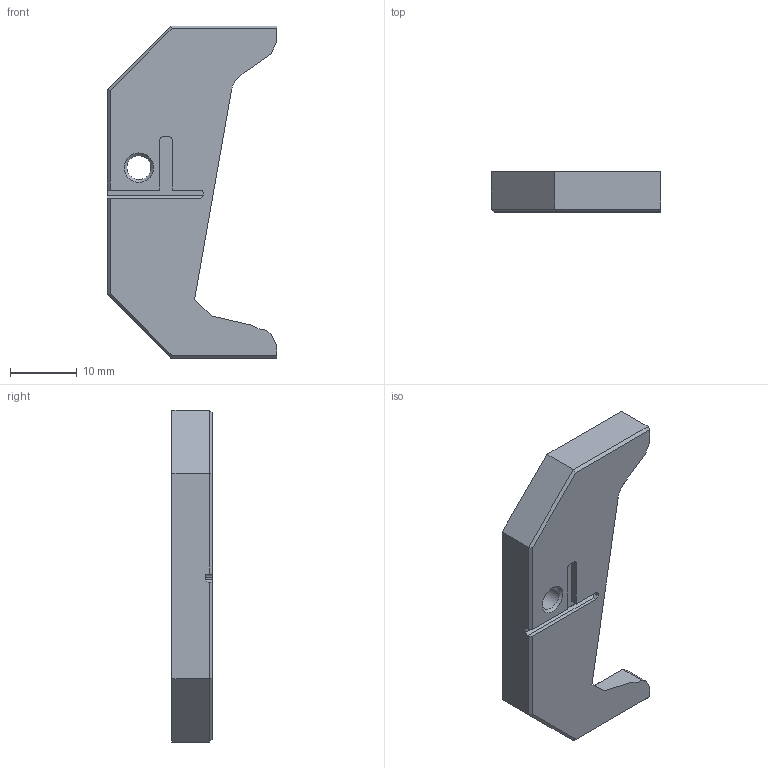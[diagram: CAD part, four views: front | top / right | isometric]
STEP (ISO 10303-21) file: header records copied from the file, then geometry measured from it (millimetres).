
FILE_DESCRIPTION(/* description */ ('','CAx-IF Rec.Pracs.---Representation and Presentation of Product Manufacturing Information (PMI)---4.0---2014-10-13'),/* implementation_level */ '2;1');
FILE_NAME(/* name */ 'Shaker.step',/* time_stamp */ '2025-02-25T22:24:49Z',/* author */ (''),/* organization */ (''),/* preprocessor_version */ 'ST-DEVELOPER v20',/* originating_system */ 'Autodesk Translation Framework v13.20.0.188',/* authorisation */ '');
FILE_SCHEMA (('AP242_MANAGED_MODEL_BASED_3D_ENGINEERING_MIM_LF { 1 0 10303 442 1 1 4 }'));
Length unit declared in the file: millimetre
Products named in the file (4): Configuration 1; Bucket Assembly; Shaker Stealthburner; Arm
Assembly tree (3 placements, depth 4):
  Configuration 1
    Bucket Assembly
      Shaker Stealthburner
        Arm
Bounding box: 25.31 x 6 x 49.71 mm (x, y, z)
Volume: 3967.1 mm3; surface area: 2464.1 mm2
Topology: 1 solids, 1 shells, 65 faces, 171 edges, 109 vertices
Faces by surface type: plane 49, cylinder 7, bspline 7, cone 1, sphere 1
Full cylindrical faces by diameter (mm): 3.6 x1, 6.6 x1
Entity records: 2171 total; most frequent: CARTESIAN_POINT 498, ORIENTED_EDGE 342, DIRECTION 304, EDGE_CURVE 171, LINE 142, VECTOR 142, VERTEX_POINT 109, AXIS2_PLACEMENT_3D 81
